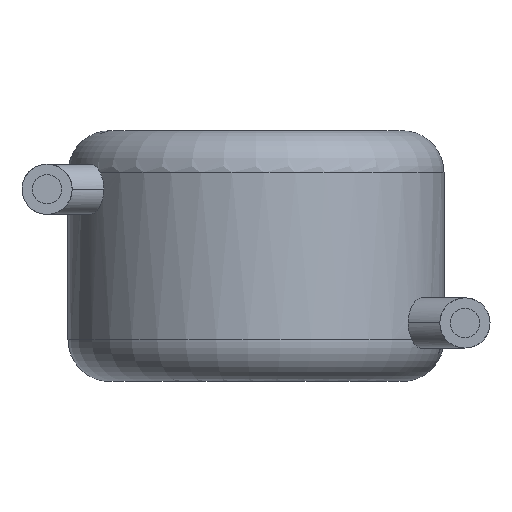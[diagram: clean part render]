
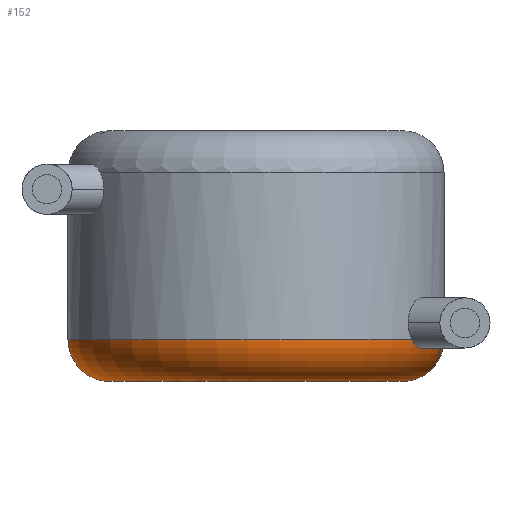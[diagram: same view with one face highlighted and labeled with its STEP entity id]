
A CAD part, front view. The second image highlights one B-rep face of the part: STEP entity #152.
In plain terms, the highlighted toroidal (fillet/blend) face has major radius 3.5 mm and minor radius 1 mm.
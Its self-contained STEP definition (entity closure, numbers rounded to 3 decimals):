
#107 = EDGE_CURVE ( 'NONE', #3007, #151, #1239, .T. ) ;
#130 = CARTESIAN_POINT ( 'NONE',  ( -4.5, 0., 1. ) ) ;
#151 = VERTEX_POINT ( 'NONE', #130 ) ;
#152 = ADVANCED_FACE ( 'NONE', ( #2969 ), #857, .T. ) ;
#250 = DIRECTION ( 'NONE',  ( 0., 0., -1. ) ) ;
#275 = CARTESIAN_POINT ( 'NONE',  ( 3.731, -2.517, 1. ) ) ;
#319 = CIRCLE ( 'NONE', #783, 1. ) ;
#330 = AXIS2_PLACEMENT_3D ( 'NONE', #3149, #250, #3424 ) ;
#347 = DIRECTION ( 'NONE',  ( 0., -1., 0. ) ) ;
#367 = EDGE_CURVE ( 'NONE', #2462, #3296, #2838, .T. ) ;
#454 = CARTESIAN_POINT ( 'NONE',  ( 4.5, 0., 1. ) ) ;
#537 = CARTESIAN_POINT ( 'NONE',  ( -3.5, 0., 0. ) ) ;
#567 = DIRECTION ( 'NONE',  ( -1., 0., 0. ) ) ;
#594 = DIRECTION ( 'NONE',  ( 1., 0., 0. ) ) ;
#669 = CARTESIAN_POINT ( 'NONE',  ( 3.762, -2.469, 0.936 ) ) ;
#730 = CIRCLE ( 'NONE', #330, 3.5 ) ;
#783 = AXIS2_PLACEMENT_3D ( 'NONE', #3419, #347, #3219 ) ;
#785 = CARTESIAN_POINT ( 'NONE',  ( 0., 0., 1. ) ) ;
#857 = TOROIDAL_SURFACE ( 'NONE', #3628, 3.5, 1. ) ;
#883 = EDGE_CURVE ( 'NONE', #2226, #3296, #319, .T. ) ;
#958 = AXIS2_PLACEMENT_3D ( 'NONE', #785, #3050, #1863 ) ;
#960 = CARTESIAN_POINT ( 'NONE',  ( 0., 0., 1. ) ) ;
#967 = ORIENTED_EDGE ( 'NONE', *, *, #1292, .F. ) ;
#1187 = CARTESIAN_POINT ( 'NONE',  ( 3.731, -2.517, 1. ) ) ;
#1212 = CARTESIAN_POINT ( 'NONE',  ( 3.795, -2.408, 0.886 ) ) ;
#1239 = CIRCLE ( 'NONE', #1692, 1. ) ;
#1292 = EDGE_CURVE ( 'NONE', #2226, #3007, #730, .T. ) ;
#1337 = ORIENTED_EDGE ( 'NONE', *, *, #883, .T. ) ;
#1637 = EDGE_CURVE ( 'NONE', #151, #3423, #3560, .T. ) ;
#1692 = AXIS2_PLACEMENT_3D ( 'NONE', #2867, #3160, #567 ) ;
#1752 = CARTESIAN_POINT ( 'NONE',  ( 4.026, -1.975, 0.818 ) ) ;
#1769 = CARTESIAN_POINT ( 'NONE',  ( 4.156, -1.726, 1. ) ) ;
#1816 = CARTESIAN_POINT ( 'NONE',  ( 4.101, -1.84, 0.887 ) ) ;
#1843 = B_SPLINE_CURVE_WITH_KNOTS ( 'NONE', 3,
 ( #1769, #3538, #1816, #1752, #2376, #3252, #2952, #1212, #669, #1187 ),
 .UNSPECIFIED., .F., .F.,
 ( 4, 2, 2, 2, 4 ),
 ( 0., 0., 0.001, 0.001, 0.001 ),
 .UNSPECIFIED. ) ;
#1863 = DIRECTION ( 'NONE',  ( 1., 0., 0. ) ) ;
#1967 = ORIENTED_EDGE ( 'NONE', *, *, #367, .F. ) ;
#2101 = ORIENTED_EDGE ( 'NONE', *, *, #1637, .F. ) ;
#2103 = CARTESIAN_POINT ( 'NONE',  ( 3.5, 0., 0. ) ) ;
#2130 = ORIENTED_EDGE ( 'NONE', *, *, #2646, .T. ) ;
#2226 = VERTEX_POINT ( 'NONE', #2103 ) ;
#2270 = CARTESIAN_POINT ( 'NONE',  ( 4.156, -1.726, 1. ) ) ;
#2324 = DIRECTION ( 'NONE',  ( 1., 0., 0. ) ) ;
#2376 = CARTESIAN_POINT ( 'NONE',  ( 3.985, -2.048, 0.8 ) ) ;
#2462 = VERTEX_POINT ( 'NONE', #2270 ) ;
#2572 = CARTESIAN_POINT ( 'NONE',  ( 0., 0., 1. ) ) ;
#2584 = ORIENTED_EDGE ( 'NONE', *, *, #107, .F. ) ;
#2646 = EDGE_CURVE ( 'NONE', #2462, #3423, #1843, .T. ) ;
#2648 = DIRECTION ( 'NONE',  ( 0., 0., 1. ) ) ;
#2838 = CIRCLE ( 'NONE', #958, 4.5 ) ;
#2867 = CARTESIAN_POINT ( 'NONE',  ( -3.5, 0., 1. ) ) ;
#2952 = CARTESIAN_POINT ( 'NONE',  ( 3.867, -2.272, 0.818 ) ) ;
#2969 = FACE_OUTER_BOUND ( 'NONE', #3213, .T. ) ;
#3007 = VERTEX_POINT ( 'NONE', #537 ) ;
#3050 = DIRECTION ( 'NONE',  ( 0., 0., 1. ) ) ;
#3149 = CARTESIAN_POINT ( 'NONE',  ( 0., 0., 0. ) ) ;
#3160 = DIRECTION ( 'NONE',  ( 0., 1., 0. ) ) ;
#3213 = EDGE_LOOP ( 'NONE', ( #2584, #967, #1337, #1967, #2130, #2101 ) ) ;
#3219 = DIRECTION ( 'NONE',  ( 0., 0., -1. ) ) ;
#3252 = CARTESIAN_POINT ( 'NONE',  ( 3.905, -2.196, 0.8 ) ) ;
#3296 = VERTEX_POINT ( 'NONE', #454 ) ;
#3365 = AXIS2_PLACEMENT_3D ( 'NONE', #2572, #2648, #594 ) ;
#3419 = CARTESIAN_POINT ( 'NONE',  ( 3.5, 0., 1. ) ) ;
#3423 = VERTEX_POINT ( 'NONE', #275 ) ;
#3424 = DIRECTION ( 'NONE',  ( 1., 0., 0. ) ) ;
#3493 = DIRECTION ( 'NONE',  ( 0., 0., 1. ) ) ;
#3538 = CARTESIAN_POINT ( 'NONE',  ( 4.134, -1.779, 0.937 ) ) ;
#3560 = CIRCLE ( 'NONE', #3365, 4.5 ) ;
#3628 = AXIS2_PLACEMENT_3D ( 'NONE', #960, #3493, #2324 ) ;
